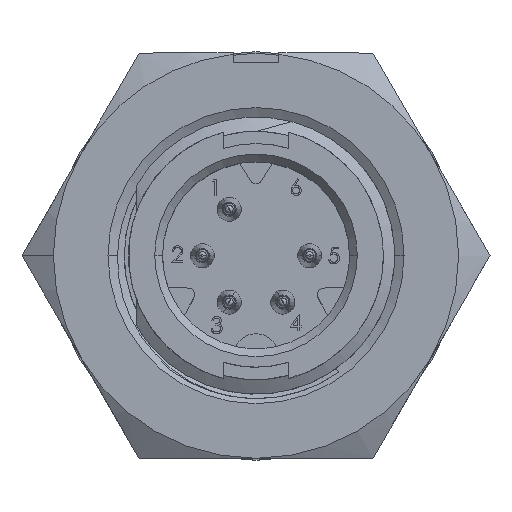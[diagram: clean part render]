
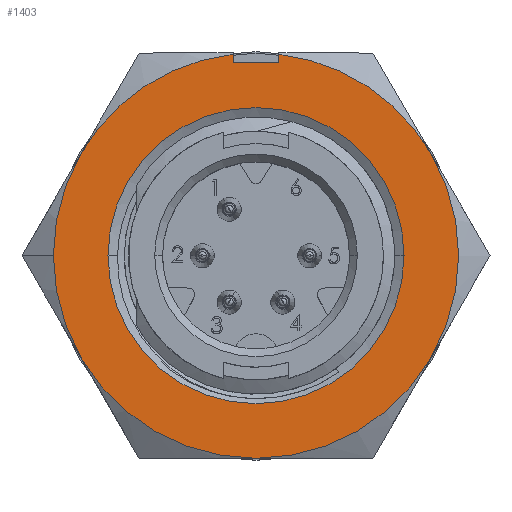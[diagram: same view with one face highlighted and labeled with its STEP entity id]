
A CAD part, top view. The second image highlights one B-rep face of the part: STEP entity #1403.
In plain terms, the highlighted planar face has unit normal (0, 0, 1).
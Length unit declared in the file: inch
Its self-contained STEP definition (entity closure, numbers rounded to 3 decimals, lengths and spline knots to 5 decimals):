
#138 = VERTEX_POINT ( 'NONE', #22058 ) ;
#655 = ORIENTED_EDGE ( 'NONE', *, *, #24646, .F. ) ;
#659 = DIRECTION ( 'NONE',  ( -1., 0., 0. ) ) ;
#730 = ORIENTED_EDGE ( 'NONE', *, *, #20330, .F. ) ;
#796 = EDGE_LOOP ( 'NONE', ( #730, #7832, #19311, #19169, #16104, #655, #8981, #7862, #2325, #13136 ) ) ;
#826 = EDGE_CURVE ( 'NONE', #138, #1070, #6427, .T. ) ;
#1006 = LINE ( 'NONE', #22175, #8474 ) ;
#1047 = CIRCLE ( 'NONE', #15137, 0.31 ) ;
#1070 = VERTEX_POINT ( 'NONE', #2136 ) ;
#1342 = CARTESIAN_POINT ( 'NONE',  ( 0.035, 0.35188, 0.3611 ) ) ;
#1386 = DIRECTION ( 'NONE',  ( -1., 0., 0. ) ) ;
#1403 = ADVANCED_FACE ( 'NONE', ( #10236, #12003 ), #6567, .F. ) ;
#1476 = AXIS2_PLACEMENT_3D ( 'NONE', #8995, #22724, #24254 ) ;
#1498 = CARTESIAN_POINT ( 'NONE',  ( 0., 0., 0.3611 ) ) ;
#1903 = CARTESIAN_POINT ( 'NONE',  ( 0.26847, 0.155, 0.3611 ) ) ;
#1905 = DIRECTION ( 'NONE',  ( 0., 0., -1. ) ) ;
#1919 = EDGE_CURVE ( 'NONE', #18757, #12026, #1006, .T. ) ;
#2136 = CARTESIAN_POINT ( 'NONE',  ( 0., -0.31, 0.3611 ) ) ;
#2228 = CARTESIAN_POINT ( 'NONE',  ( -0.035, 0.30802, 0.3611 ) ) ;
#2325 = ORIENTED_EDGE ( 'NONE', *, *, #826, .F. ) ;
#2595 = VECTOR ( 'NONE', #4131, 39.37008 ) ;
#2664 = CIRCLE ( 'NONE', #16778, 0.2265 ) ;
#2807 = CARTESIAN_POINT ( 'NONE',  ( -0.26847, -0.155, 0.3611 ) ) ;
#2953 = CARTESIAN_POINT ( 'NONE',  ( 0., 0., 0.3611 ) ) ;
#3397 = DIRECTION ( 'NONE',  ( 0., 0., -1. ) ) ;
#3718 = DIRECTION ( 'NONE',  ( 0., 1., 0. ) ) ;
#4051 = VERTEX_POINT ( 'NONE', #19495 ) ;
#4131 = DIRECTION ( 'NONE',  ( 0., -1., 0. ) ) ;
#4731 = EDGE_CURVE ( 'NONE', #17720, #4051, #12146, .T. ) ;
#5056 = CIRCLE ( 'NONE', #16758, 0.31 ) ;
#5368 = EDGE_CURVE ( 'NONE', #12026, #20459, #13299, .T. ) ;
#5941 = ORIENTED_EDGE ( 'NONE', *, *, #4731, .T. ) ;
#6133 = EDGE_LOOP ( 'NONE', ( #5941, #8366 ) ) ;
#6427 = CIRCLE ( 'NONE', #9654, 0.31 ) ;
#6470 = DIRECTION ( 'NONE',  ( -1., 0., 0. ) ) ;
#6567 = PLANE ( 'NONE',  #10868 ) ;
#6892 = CARTESIAN_POINT ( 'NONE',  ( 0., 0., 0.3611 ) ) ;
#7276 = DIRECTION ( 'NONE',  ( 0., 0., -1. ) ) ;
#7761 = VERTEX_POINT ( 'NONE', #2228 ) ;
#7832 = ORIENTED_EDGE ( 'NONE', *, *, #5368, .F. ) ;
#7862 = ORIENTED_EDGE ( 'NONE', *, *, #11695, .F. ) ;
#8315 = VERTEX_POINT ( 'NONE', #20263 ) ;
#8345 = DIRECTION ( 'NONE',  ( 0., 0., -1. ) ) ;
#8366 = ORIENTED_EDGE ( 'NONE', *, *, #19105, .T. ) ;
#8474 = VECTOR ( 'NONE', #20415, 39.37008 ) ;
#8722 = CARTESIAN_POINT ( 'NONE',  ( 0., -0.62, 0.3611 ) ) ;
#8891 = AXIS2_PLACEMENT_3D ( 'NONE', #6892, #10689, #10436 ) ;
#8981 = ORIENTED_EDGE ( 'NONE', *, *, #21473, .F. ) ;
#8995 = CARTESIAN_POINT ( 'NONE',  ( 0., 0., 0.3611 ) ) ;
#9329 = AXIS2_PLACEMENT_3D ( 'NONE', #1498, #7276, #16760 ) ;
#9344 = VECTOR ( 'NONE', #3718, 39.37008 ) ;
#9610 = EDGE_CURVE ( 'NONE', #8315, #7761, #24725, .T. ) ;
#9654 = AXIS2_PLACEMENT_3D ( 'NONE', #12483, #3397, #1386 ) ;
#10236 = FACE_BOUND ( 'NONE', #6133, .T. ) ;
#10436 = DIRECTION ( 'NONE',  ( -1., 0., 0. ) ) ;
#10689 = DIRECTION ( 'NONE',  ( 0., 0., -1. ) ) ;
#10868 = AXIS2_PLACEMENT_3D ( 'NONE', #8722, #8345, #659 ) ;
#11328 = CARTESIAN_POINT ( 'NONE',  ( -0.035, 0.35188, 0.3611 ) ) ;
#11458 = LINE ( 'NONE', #11328, #2595 ) ;
#11695 = EDGE_CURVE ( 'NONE', #1070, #14333, #1047, .T. ) ;
#12003 = FACE_OUTER_BOUND ( 'NONE', #796, .T. ) ;
#12026 = VERTEX_POINT ( 'NONE', #22662 ) ;
#12146 = CIRCLE ( 'NONE', #9329, 0.2265 ) ;
#12483 = CARTESIAN_POINT ( 'NONE',  ( 0., 0., 0.3611 ) ) ;
#12648 = EDGE_CURVE ( 'NONE', #14571, #138, #14614, .T. ) ;
#12900 = CARTESIAN_POINT ( 'NONE',  ( 0., 0., 0.3611 ) ) ;
#13050 = DIRECTION ( 'NONE',  ( -1., 0., 0. ) ) ;
#13136 = ORIENTED_EDGE ( 'NONE', *, *, #12648, .F. ) ;
#13299 = LINE ( 'NONE', #1342, #9344 ) ;
#14333 = VERTEX_POINT ( 'NONE', #2807 ) ;
#14571 = VERTEX_POINT ( 'NONE', #1903 ) ;
#14614 = CIRCLE ( 'NONE', #24683, 0.31 ) ;
#14917 = EDGE_CURVE ( 'NONE', #7761, #18757, #11458, .T. ) ;
#15137 = AXIS2_PLACEMENT_3D ( 'NONE', #2953, #18337, #6470 ) ;
#15393 = DIRECTION ( 'NONE',  ( -1., 0., 0. ) ) ;
#16104 = ORIENTED_EDGE ( 'NONE', *, *, #9610, .F. ) ;
#16581 = DIRECTION ( 'NONE',  ( -1., 0., 0. ) ) ;
#16758 = AXIS2_PLACEMENT_3D ( 'NONE', #21432, #1905, #15393 ) ;
#16760 = DIRECTION ( 'NONE',  ( -1., 0., 0. ) ) ;
#16778 = AXIS2_PLACEMENT_3D ( 'NONE', #17097, #22877, #13050 ) ;
#17097 = CARTESIAN_POINT ( 'NONE',  ( 0., 0., 0.3611 ) ) ;
#17720 = VERTEX_POINT ( 'NONE', #21166 ) ;
#18337 = DIRECTION ( 'NONE',  ( 0., 0., -1. ) ) ;
#18580 = CARTESIAN_POINT ( 'NONE',  ( 0.035, 0.30802, 0.3611 ) ) ;
#18757 = VERTEX_POINT ( 'NONE', #19513 ) ;
#18899 = CIRCLE ( 'NONE', #8891, 0.31 ) ;
#18989 = DIRECTION ( 'NONE',  ( 0., 0., -1. ) ) ;
#19105 = EDGE_CURVE ( 'NONE', #4051, #17720, #2664, .T. ) ;
#19169 = ORIENTED_EDGE ( 'NONE', *, *, #14917, .F. ) ;
#19311 = ORIENTED_EDGE ( 'NONE', *, *, #1919, .F. ) ;
#19495 = CARTESIAN_POINT ( 'NONE',  ( -0.2265, 0., 0.3611 ) ) ;
#19513 = CARTESIAN_POINT ( 'NONE',  ( -0.035, 0.295, 0.3611 ) ) ;
#20263 = CARTESIAN_POINT ( 'NONE',  ( -0.26847, 0.155, 0.3611 ) ) ;
#20330 = EDGE_CURVE ( 'NONE', #20459, #14571, #23200, .T. ) ;
#20415 = DIRECTION ( 'NONE',  ( 1., 0., 0. ) ) ;
#20459 = VERTEX_POINT ( 'NONE', #18580 ) ;
#21166 = CARTESIAN_POINT ( 'NONE',  ( 0.2265, 0., 0.3611 ) ) ;
#21292 = VERTEX_POINT ( 'NONE', #24355 ) ;
#21432 = CARTESIAN_POINT ( 'NONE',  ( 0., 0., 0.3611 ) ) ;
#21473 = EDGE_CURVE ( 'NONE', #14333, #21292, #5056, .T. ) ;
#22058 = CARTESIAN_POINT ( 'NONE',  ( 0.26847, -0.155, 0.3611 ) ) ;
#22175 = CARTESIAN_POINT ( 'NONE',  ( -0.035, 0.295, 0.3611 ) ) ;
#22360 = DIRECTION ( 'NONE',  ( 0., 0., -1. ) ) ;
#22662 = CARTESIAN_POINT ( 'NONE',  ( 0.035, 0.295, 0.3611 ) ) ;
#22724 = DIRECTION ( 'NONE',  ( 0., 0., -1. ) ) ;
#22877 = DIRECTION ( 'NONE',  ( 0., 0., -1. ) ) ;
#23005 = CARTESIAN_POINT ( 'NONE',  ( 0., 0., 0.3611 ) ) ;
#23132 = DIRECTION ( 'NONE',  ( -1., 0., 0. ) ) ;
#23200 = CIRCLE ( 'NONE', #1476, 0.31 ) ;
#23522 = AXIS2_PLACEMENT_3D ( 'NONE', #23005, #18989, #23132 ) ;
#24254 = DIRECTION ( 'NONE',  ( -1., 0., 0. ) ) ;
#24355 = CARTESIAN_POINT ( 'NONE',  ( -0.31, 0., 0.3611 ) ) ;
#24646 = EDGE_CURVE ( 'NONE', #21292, #8315, #18899, .T. ) ;
#24683 = AXIS2_PLACEMENT_3D ( 'NONE', #12900, #22360, #16581 ) ;
#24725 = CIRCLE ( 'NONE', #23522, 0.31 ) ;
